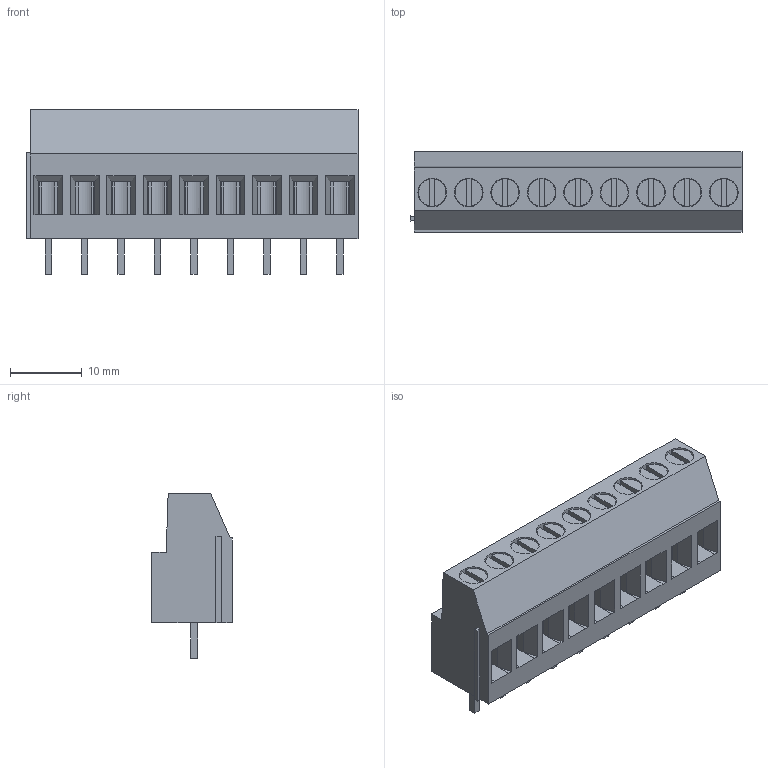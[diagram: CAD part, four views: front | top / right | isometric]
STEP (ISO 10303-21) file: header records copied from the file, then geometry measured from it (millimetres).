
FILE_DESCRIPTION(/* description */ ('model of TerminalBlock_Phoenix_MKDS-3-9-5.08_1x09_P5.08mm_Horizontal'),/* implementation_level */ '2;1');
FILE_NAME(/* name */ 'TerminalBlock_Phoenix_MKDS-3-9-5.08_1x09_P5.08mm_Horizontal.step',/* time_stamp */ '2020-05-14T18:26:37',/* author */ ('kicad StepUp','ksu'),/* organization */ ('FreeCAD'),/* preprocessor_version */ 'OCC',/* originating_system */ 'kicad StepUp',/* authorisation */ '');
FILE_SCHEMA(('AUTOMOTIVE_DESIGN { 1 0 10303 214 1 1 1 1 }'));
Length unit declared in the file: millimetre
Products named in the file (1): TerminalBlock_Phoenix_MKDS_3_9_508_1x09_P508mm_Horizontal
Bounding box: 46.29 x 11.2 x 23 mm (x, y, z)
Volume: 6852.8 mm3; surface area: 6811.4 mm2
Topology: 1 solids, 1 shells, 387 faces, 975 edges, 608 vertices
Faces by surface type: plane 324, bspline 45, cylinder 18
Full cylindrical faces by diameter (mm): 3.8 x9, 4 x9
Entity records: 26641 total; most frequent: CARTESIAN_POINT 4668, DIRECTION 3422, LINE 2223, VECTOR 2223, ORIENTED_EDGE 1950, PCURVE 1950, DEFINITIONAL_REPRESENTATION 1950, EDGE_CURVE 975
